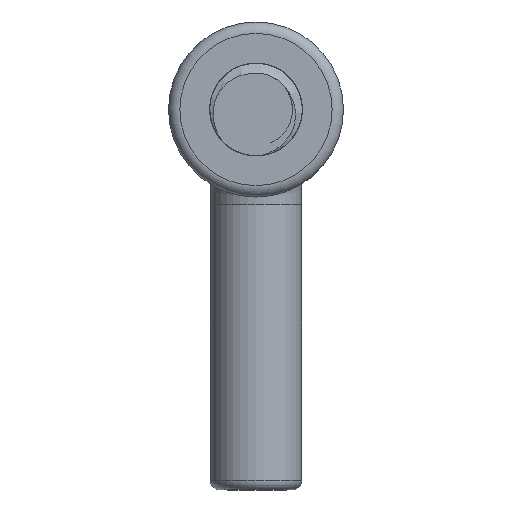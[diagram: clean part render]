
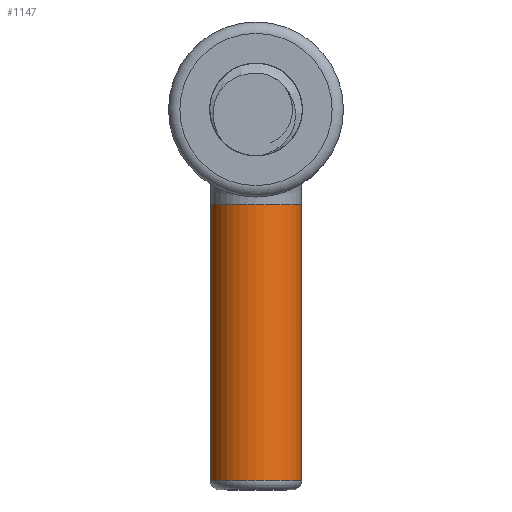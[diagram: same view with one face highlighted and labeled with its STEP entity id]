
A CAD part, front view. The second image highlights one B-rep face of the part: STEP entity #1147.
In plain terms, the highlighted cylindrical face has radius 1.2 mm (diameter 2.4 mm), a full revolution.
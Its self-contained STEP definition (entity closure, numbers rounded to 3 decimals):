
#133=LINE('',#1574,#186);
#186=VECTOR('',#1336,1.2);
#239=CYLINDRICAL_SURFACE('',#1234,1.2);
#295=FACE_OUTER_BOUND('',#363,.T.);
#363=EDGE_LOOP('',(#774,#775,#776,#777,#778,#779));
#434=CIRCLE('',#1232,1.2);
#435=CIRCLE('',#1233,1.2);
#436=CIRCLE('',#1235,1.2);
#437=CIRCLE('',#1236,1.2);
#460=VERTEX_POINT('',#1567);
#461=VERTEX_POINT('',#1569);
#462=VERTEX_POINT('',#1573);
#463=VERTEX_POINT('',#1575);
#585=EDGE_CURVE('',#460,#461,#434,.T.);
#586=EDGE_CURVE('',#461,#460,#435,.T.);
#587=EDGE_CURVE('',#461,#462,#133,.T.);
#588=EDGE_CURVE('',#462,#463,#436,.T.);
#589=EDGE_CURVE('',#463,#462,#437,.T.);
#774=ORIENTED_EDGE('',*,*,#586,.F.);
#775=ORIENTED_EDGE('',*,*,#587,.T.);
#776=ORIENTED_EDGE('',*,*,#588,.T.);
#777=ORIENTED_EDGE('',*,*,#589,.T.);
#778=ORIENTED_EDGE('',*,*,#587,.F.);
#779=ORIENTED_EDGE('',*,*,#585,.F.);
#1147=ADVANCED_FACE('',(#295),#239,.T.);
#1232=AXIS2_PLACEMENT_3D('',#1570,#1330,#1331);
#1233=AXIS2_PLACEMENT_3D('',#1571,#1332,#1333);
#1234=AXIS2_PLACEMENT_3D('',#1572,#1334,#1335);
#1235=AXIS2_PLACEMENT_3D('',#1576,#1337,#1338);
#1236=AXIS2_PLACEMENT_3D('',#1577,#1339,#1340);
#1330=DIRECTION('center_axis',(0.,0.,-1.));
#1331=DIRECTION('ref_axis',(1.,0.,0.));
#1332=DIRECTION('center_axis',(0.,0.,-1.));
#1333=DIRECTION('ref_axis',(1.,0.,0.));
#1334=DIRECTION('center_axis',(0.,0.,-1.));
#1335=DIRECTION('ref_axis',(1.,0.,0.));
#1336=DIRECTION('',(0.,0.,1.));
#1337=DIRECTION('center_axis',(0.,0.,-1.));
#1338=DIRECTION('ref_axis',(1.,0.,0.));
#1339=DIRECTION('center_axis',(0.,0.,-1.));
#1340=DIRECTION('ref_axis',(1.,0.,0.));
#1567=CARTESIAN_POINT('',(1.2,20.,-9.75));
#1569=CARTESIAN_POINT('',(-1.2,20.,-9.75));
#1570=CARTESIAN_POINT('Origin',(0.,20.,-9.75));
#1571=CARTESIAN_POINT('Origin',(0.,20.,-9.75));
#1572=CARTESIAN_POINT('Origin',(0.,20.,-2.5));
#1573=CARTESIAN_POINT('',(-1.2,20.,-2.5));
#1574=CARTESIAN_POINT('',(-1.2,20.,-2.5));
#1575=CARTESIAN_POINT('',(0.,18.8,-2.5));
#1576=CARTESIAN_POINT('Origin',(0.,20.,-2.5));
#1577=CARTESIAN_POINT('Origin',(0.,20.,-2.5));
